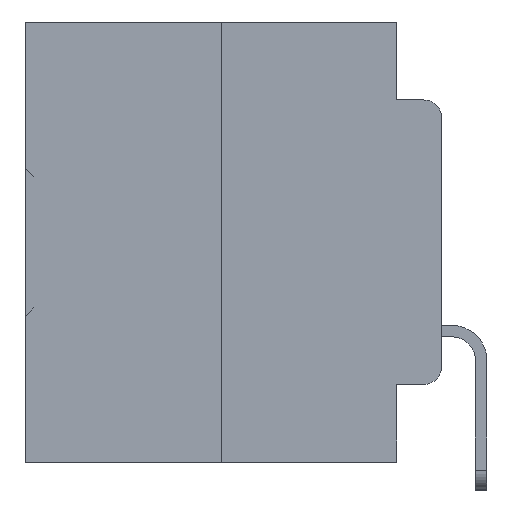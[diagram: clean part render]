
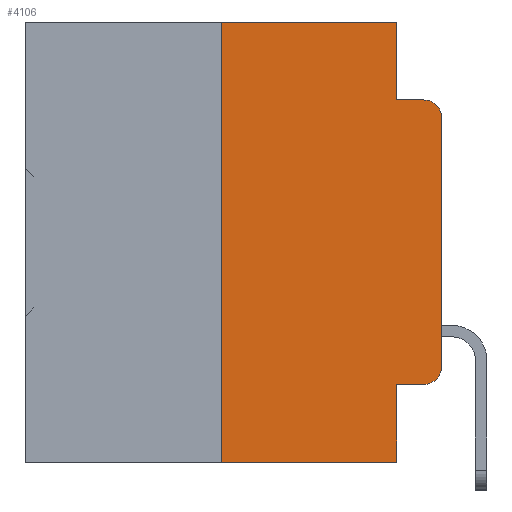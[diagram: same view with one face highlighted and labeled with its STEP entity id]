
A CAD part, left-side view. The second image highlights one B-rep face of the part: STEP entity #4106.
In plain terms, the highlighted planar face has unit normal (-1, 0, 0).
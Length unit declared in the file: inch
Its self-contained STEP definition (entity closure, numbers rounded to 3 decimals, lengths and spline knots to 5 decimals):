
#623 = DIRECTION ( 'NONE',  ( 0., -1., 0. ) ) ;
#624 = EDGE_CURVE ( 'NONE', #4269, #33093, #11734, .T. ) ;
#702 = AXIS2_PLACEMENT_3D ( 'NONE', #1005, #30433, #12900 ) ;
#967 = VERTEX_POINT ( 'NONE', #31907 ) ;
#1005 = CARTESIAN_POINT ( 'NONE',  ( 0., 0.473, 0. ) ) ;
#1828 = EDGE_CURVE ( 'NONE', #32297, #21347, #9631, .T. ) ;
#2969 = DIRECTION ( 'NONE',  ( -1., 0., 0. ) ) ;
#3334 = CARTESIAN_POINT ( 'NONE',  ( 0., 0.051, -0.4115 ) ) ;
#3349 = CARTESIAN_POINT ( 'NONE',  ( 0., 0.473, -0.5 ) ) ;
#3878 = EDGE_CURVE ( 'NONE', #21347, #9610, #30505, .T. ) ;
#3945 = ORIENTED_EDGE ( 'NONE', *, *, #4250, .F. ) ;
#4106 = ADVANCED_FACE ( 'NONE', ( #8540 ), #9988, .F. ) ;
#4208 = CARTESIAN_POINT ( 'NONE',  ( 0., 0.25, 0. ) ) ;
#4250 = EDGE_CURVE ( 'NONE', #33093, #967, #10792, .T. ) ;
#4269 = VERTEX_POINT ( 'NONE', #37023 ) ;
#4769 = CIRCLE ( 'NONE', #25252, 0.02 ) ;
#5395 = LINE ( 'NONE', #14239, #20046 ) ;
#6443 = EDGE_CURVE ( 'NONE', #4269, #20819, #21663, .T. ) ;
#7166 = CARTESIAN_POINT ( 'NONE',  ( 0., 0.02, -0.0885 ) ) ;
#7929 = EDGE_CURVE ( 'NONE', #22395, #16034, #9023, .T. ) ;
#8540 = FACE_OUTER_BOUND ( 'NONE', #28912, .T. ) ;
#8713 = VECTOR ( 'NONE', #21257, 39.37008 ) ;
#8721 = EDGE_CURVE ( 'NONE', #16034, #32297, #4769, .T. ) ;
#9023 = LINE ( 'NONE', #35805, #15888 ) ;
#9610 = VERTEX_POINT ( 'NONE', #7166 ) ;
#9631 = LINE ( 'NONE', #24329, #8713 ) ;
#9988 = PLANE ( 'NONE',  #702 ) ;
#10034 = LINE ( 'NONE', #30919, #19623 ) ;
#10792 = LINE ( 'NONE', #25318, #33204 ) ;
#10822 = VECTOR ( 'NONE', #16613, 39.37008 ) ;
#11734 = LINE ( 'NONE', #36163, #25473 ) ;
#12900 = DIRECTION ( 'NONE',  ( 0., 0., -1. ) ) ;
#13250 = DIRECTION ( 'NONE',  ( -1., 0., 0. ) ) ;
#13398 = DIRECTION ( 'NONE',  ( 0., 0., -1. ) ) ;
#13863 = VECTOR ( 'NONE', #26861, 39.37008 ) ;
#14057 = ORIENTED_EDGE ( 'NONE', *, *, #8721, .T. ) ;
#14239 = CARTESIAN_POINT ( 'NONE',  ( 0., 0.051, 0. ) ) ;
#15293 = CARTESIAN_POINT ( 'NONE',  ( 0., 0., -0.3915 ) ) ;
#15888 = VECTOR ( 'NONE', #623, 39.37008 ) ;
#16034 = VERTEX_POINT ( 'NONE', #33331 ) ;
#16613 = DIRECTION ( 'NONE',  ( 0., -1., 0. ) ) ;
#18644 = ORIENTED_EDGE ( 'NONE', *, *, #25612, .F. ) ;
#18819 = CARTESIAN_POINT ( 'NONE',  ( 0., 0.051, -0.5 ) ) ;
#19131 = ORIENTED_EDGE ( 'NONE', *, *, #7929, .T. ) ;
#19623 = VECTOR ( 'NONE', #13398, 39.37008 ) ;
#20046 = VECTOR ( 'NONE', #23067, 39.37008 ) ;
#20573 = CARTESIAN_POINT ( 'NONE',  ( 0., 0.02, -0.1085 ) ) ;
#20819 = VERTEX_POINT ( 'NONE', #18819 ) ;
#21160 = CARTESIAN_POINT ( 'NONE',  ( 0., 0.051, -0.0885 ) ) ;
#21257 = DIRECTION ( 'NONE',  ( 0., 0., 1. ) ) ;
#21347 = VERTEX_POINT ( 'NONE', #24261 ) ;
#21663 = LINE ( 'NONE', #3349, #13863 ) ;
#21829 = ORIENTED_EDGE ( 'NONE', *, *, #1828, .T. ) ;
#22354 = DIRECTION ( 'NONE',  ( 0., -1., 0. ) ) ;
#22395 = VERTEX_POINT ( 'NONE', #3334 ) ;
#22724 = ORIENTED_EDGE ( 'NONE', *, *, #3878, .T. ) ;
#23067 = DIRECTION ( 'NONE',  ( 0., 0., -1. ) ) ;
#23535 = DIRECTION ( 'NONE',  ( 0., 0., -1. ) ) ;
#24261 = CARTESIAN_POINT ( 'NONE',  ( 0., 0., -0.1085 ) ) ;
#24329 = CARTESIAN_POINT ( 'NONE',  ( 0., 0., 0. ) ) ;
#25252 = AXIS2_PLACEMENT_3D ( 'NONE', #30774, #13250, #33704 ) ;
#25318 = CARTESIAN_POINT ( 'NONE',  ( 0., 0.473, 0. ) ) ;
#25473 = VECTOR ( 'NONE', #33098, 39.37008 ) ;
#25612 = EDGE_CURVE ( 'NONE', #967, #26104, #10034, .T. ) ;
#26104 = VERTEX_POINT ( 'NONE', #21160 ) ;
#26861 = DIRECTION ( 'NONE',  ( 0., -1., 0. ) ) ;
#28241 = EDGE_CURVE ( 'NONE', #22395, #20819, #5395, .T. ) ;
#28912 = EDGE_LOOP ( 'NONE', ( #21829, #22724, #33258, #18644, #3945, #30077, #30989, #33737, #19131, #14057 ) ) ;
#29408 = EDGE_CURVE ( 'NONE', #26104, #9610, #34142, .T. ) ;
#30077 = ORIENTED_EDGE ( 'NONE', *, *, #624, .F. ) ;
#30433 = DIRECTION ( 'NONE',  ( 1., 0., 0. ) ) ;
#30505 = CIRCLE ( 'NONE', #35626, 0.02 ) ;
#30774 = CARTESIAN_POINT ( 'NONE',  ( 0., 0.02, -0.3915 ) ) ;
#30919 = CARTESIAN_POINT ( 'NONE',  ( 0., 0.051, 0. ) ) ;
#30989 = ORIENTED_EDGE ( 'NONE', *, *, #6443, .T. ) ;
#31907 = CARTESIAN_POINT ( 'NONE',  ( 0., 0.051, 0. ) ) ;
#32297 = VERTEX_POINT ( 'NONE', #15293 ) ;
#33093 = VERTEX_POINT ( 'NONE', #4208 ) ;
#33098 = DIRECTION ( 'NONE',  ( 0., 0., 1. ) ) ;
#33204 = VECTOR ( 'NONE', #22354, 39.37008 ) ;
#33258 = ORIENTED_EDGE ( 'NONE', *, *, #29408, .F. ) ;
#33331 = CARTESIAN_POINT ( 'NONE',  ( 0., 0.02, -0.4115 ) ) ;
#33704 = DIRECTION ( 'NONE',  ( 0., 0., -1. ) ) ;
#33737 = ORIENTED_EDGE ( 'NONE', *, *, #28241, .F. ) ;
#34112 = CARTESIAN_POINT ( 'NONE',  ( 0., 0.051, -0.0885 ) ) ;
#34142 = LINE ( 'NONE', #34112, #10822 ) ;
#35626 = AXIS2_PLACEMENT_3D ( 'NONE', #20573, #2969, #23535 ) ;
#35805 = CARTESIAN_POINT ( 'NONE',  ( 0., 0.051, -0.4115 ) ) ;
#36163 = CARTESIAN_POINT ( 'NONE',  ( 0., 0.25, 0. ) ) ;
#37023 = CARTESIAN_POINT ( 'NONE',  ( 0., 0.25, -0.5 ) ) ;
